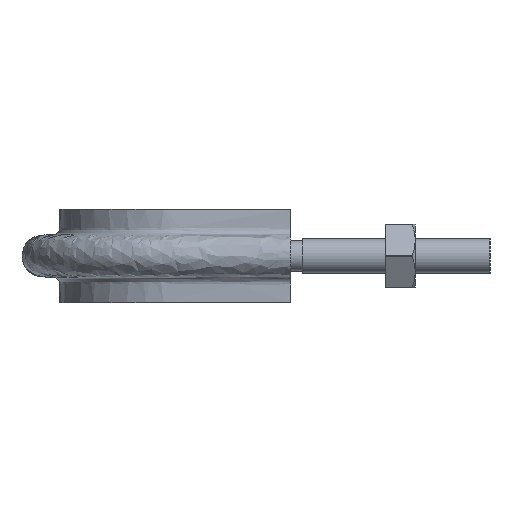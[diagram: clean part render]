
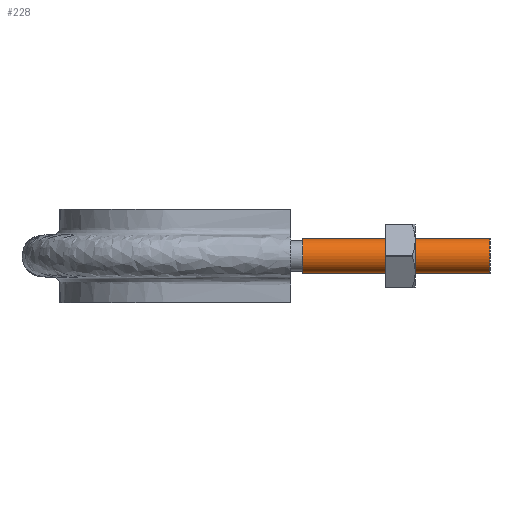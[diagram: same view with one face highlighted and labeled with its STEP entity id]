
A CAD part, left-side view. The second image highlights one B-rep face of the part: STEP entity #228.
In plain terms, the highlighted cylindrical face has radius 4.6 mm (diameter 9.2 mm), a full revolution.
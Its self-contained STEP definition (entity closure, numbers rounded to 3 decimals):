
#228 = ADVANCED_FACE( '', ( #318, #319 ), #320, .T. );
#318 = FACE_OUTER_BOUND( '', #1166, .T. );
#319 = FACE_OUTER_BOUND( '', #1167, .T. );
#320 = CYLINDRICAL_SURFACE( '', #1168, 4.6 );
#1166 = EDGE_LOOP( '', ( #1538 ) );
#1167 = EDGE_LOOP( '', ( #1539 ) );
#1168 = AXIS2_PLACEMENT_3D( '', #1540, #1541, #1542 );
#1538 = ORIENTED_EDGE( '', *, *, #2026, .T. );
#1539 = ORIENTED_EDGE( '', *, *, #2025, .F. );
#1540 = CARTESIAN_POINT( '', ( -37., 50., 0. ) );
#1541 = DIRECTION( '', ( 0., 1., 0. ) );
#1542 = DIRECTION( '', ( 1., 0., 0. ) );
#2025 = EDGE_CURVE( '', #2195, #2195, #2196, .T. );
#2026 = EDGE_CURVE( '', #2197, #2197, #2198, .T. );
#2195 = VERTEX_POINT( '', #2650 );
#2196 = CIRCLE( '', #2651, 4.6 );
#2197 = VERTEX_POINT( '', #2652 );
#2198 = CIRCLE( '', #2653, 4.6 );
#2650 = CARTESIAN_POINT( '', ( -32.4, 0., 0. ) );
#2651 = AXIS2_PLACEMENT_3D( '', #3088, #3089, #3090 );
#2652 = CARTESIAN_POINT( '', ( -32.4, 50., 0. ) );
#2653 = AXIS2_PLACEMENT_3D( '', #3091, #3092, #3093 );
#3088 = CARTESIAN_POINT( '', ( -37., 0., 0. ) );
#3089 = DIRECTION( '', ( 0., -1., 0. ) );
#3090 = DIRECTION( '', ( 1., 0., 0. ) );
#3091 = CARTESIAN_POINT( '', ( -37., 50., 0. ) );
#3092 = DIRECTION( '', ( 0., -1., 0. ) );
#3093 = DIRECTION( '', ( 1., 0., 0. ) );
